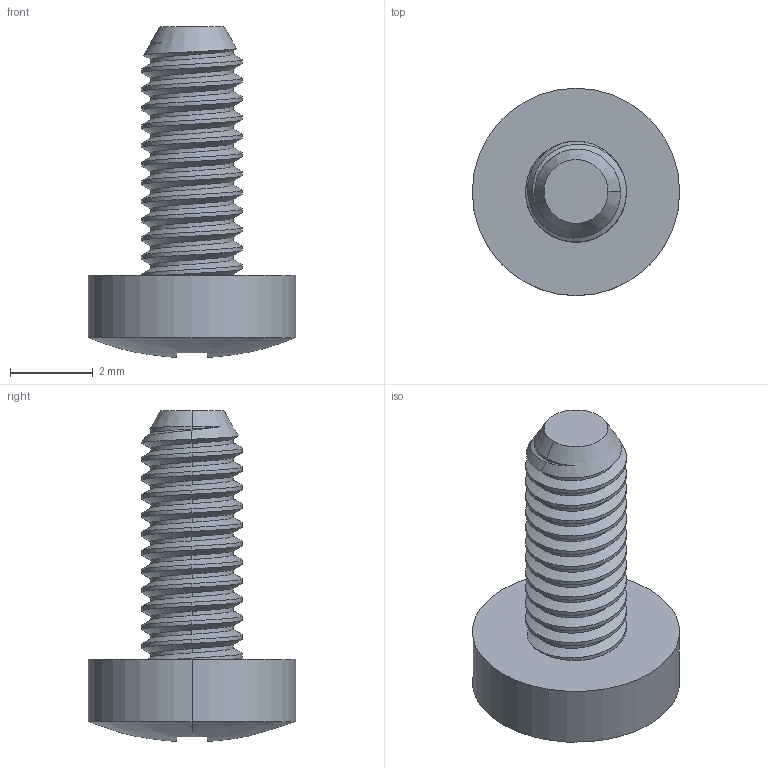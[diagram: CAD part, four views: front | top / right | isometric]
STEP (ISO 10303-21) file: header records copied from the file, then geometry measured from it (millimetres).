
FILE_DESCRIPTION (( 'STEP AP203' ), '1' );
FILE_NAME ('50M025045G006.STEP', '2018-09-26T22:17:49', ( '' ), ( '' ), 'SwSTEP 2.0', 'SolidWorks 2018', '' );
FILE_SCHEMA (( 'CONFIG_CONTROL_DESIGN' ));
Length unit declared in the file: millimetre
Products named in the file (1): 50M025045G006
Bounding box: 5 x 5 x 7.98 mm (x, y, z)
Volume: 53.2 mm3; surface area: 134.1 mm2
Topology: 1 solids, 1 shells, 74 faces, 208 edges, 137 vertices
Faces by surface type: cylinder 54, plane 11, cone 5, sphere 2, bspline 2
Entity records: 3790 total; most frequent: CARTESIAN_POINT 2111, ORIENTED_EDGE 416, DIRECTION 269, EDGE_CURVE 208, VERTEX_POINT 137, AXIS2_PLACEMENT_3D 104, EDGE_LOOP 75, ADVANCED_FACE 74
